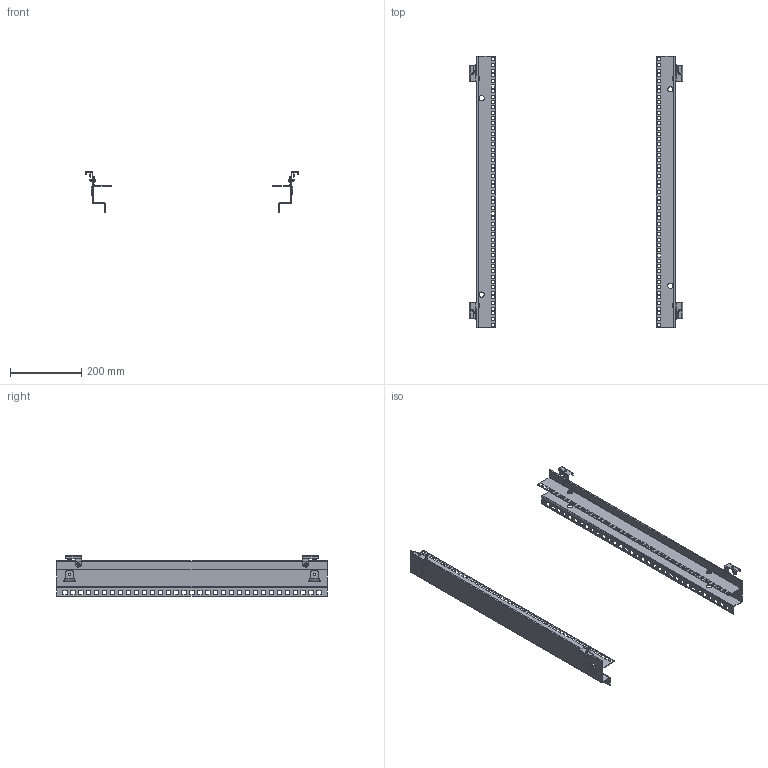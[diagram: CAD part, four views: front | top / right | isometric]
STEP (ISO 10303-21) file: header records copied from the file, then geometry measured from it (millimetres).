
FILE_DESCRIPTION(('STEP AP242'),'1');
FILE_NAME('nsyvdm17uf.stp','2021-09-27T21:39:09',('TraceParts'),('TraceParts S.A.'),'Spatial InterOp 3D',' ',' ');
FILE_SCHEMA(('AP242_MANAGED_MODEL_BASED_3D_ENGINEERING_MIM_LF {1 0 10303 442 1 1 4}'));
Length unit declared in the file: millimetre
Products named in the file (1): nsyvdm17uf_1
Bounding box: 596.6 x 758.8 x 114 mm (x, y, z)
Volume: 596482.5 mm3; surface area: 623062.4 mm2
Topology: 2 solids, 2 shells, 1270 faces, 3498 edges, 2240 vertices
Faces by surface type: plane 926, cylinder 216, bspline 80, torus 32, sphere 8, cone 8
Entity records: 45825 total; most frequent: CARTESIAN_POINT 12948, ORIENTED_EDGE 6996, DIRECTION 6212, EDGE_CURVE 3498, LINE 2816, VECTOR 2816, VERTEX_POINT 2240, AXIS2_PLACEMENT_3D 1698
